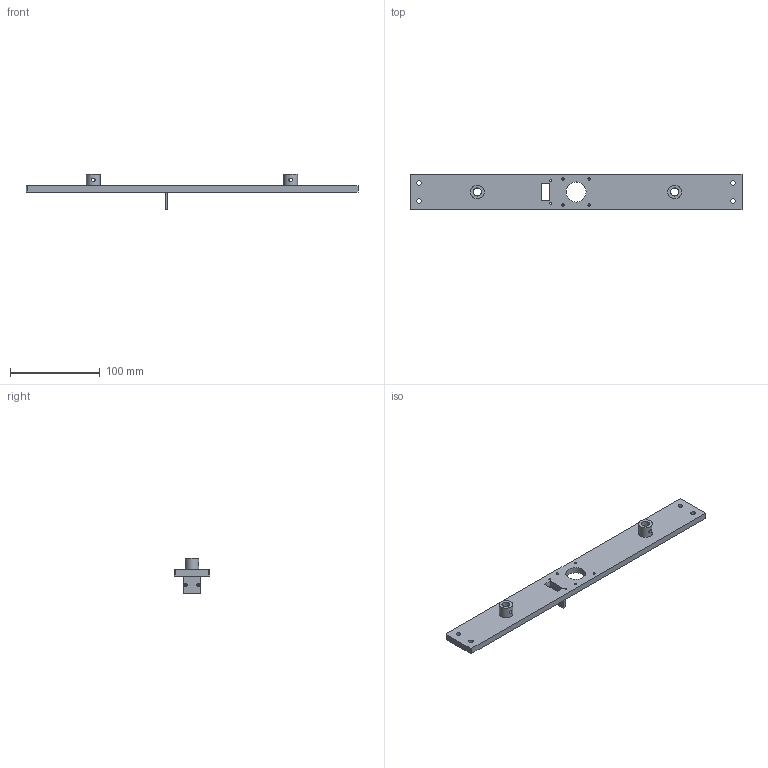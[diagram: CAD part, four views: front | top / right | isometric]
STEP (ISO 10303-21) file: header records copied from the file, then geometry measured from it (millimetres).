
FILE_DESCRIPTION(/* description */ (''),/* implementation_level */ '2;1');
FILE_NAME(/* name */ '2040 Extrusion (2).step',/* time_stamp */ '2026-01-06T23:05:03-06:00',/* author */ (''),/* organization */ (''),/* preprocessor_version */ 'ST-DEVELOPER v20.1',/* originating_system */ 'Autodesk Translation Framework v14.21.0.0',/* authorisation */ '');
FILE_SCHEMA (('AUTOMOTIVE_DESIGN { 1 0 10303 214 3 1 1 }'));
Length unit declared in the file: millimetre
Products named in the file (1): 2040 Extrusion (2)
Bounding box: 370 x 40 x 40 mm (x, y, z)
Volume: 102149 mm3; surface area: 38989.5 mm2
Topology: 2 solids, 2 shells, 49 faces, 127 edges, 84 vertices
Faces by surface type: cylinder 25, plane 22, cone 2
Full cylindrical faces by diameter (mm): 2.175 x4, 2.5 x4, 3 x2, 4 x4, 5 x4, 9 x2, 15.2 x2, 22.3 x1
Entity records: 1884 total; most frequent: CARTESIAN_POINT 525, DIRECTION 263, ORIENTED_EDGE 254, EDGE_CURVE 127, EDGE_LOOP 95, AXIS2_PLACEMENT_3D 94, VERTEX_POINT 84, LINE 75
